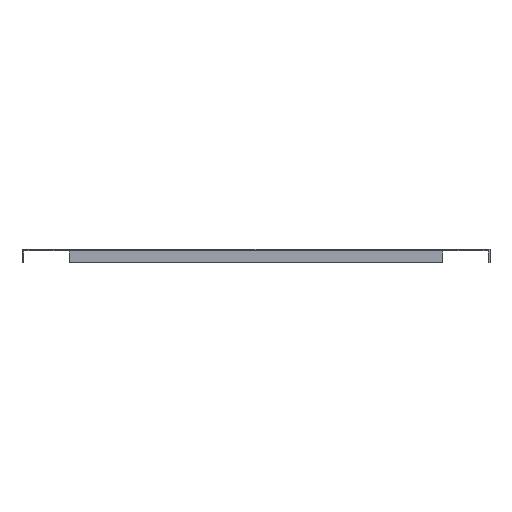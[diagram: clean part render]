
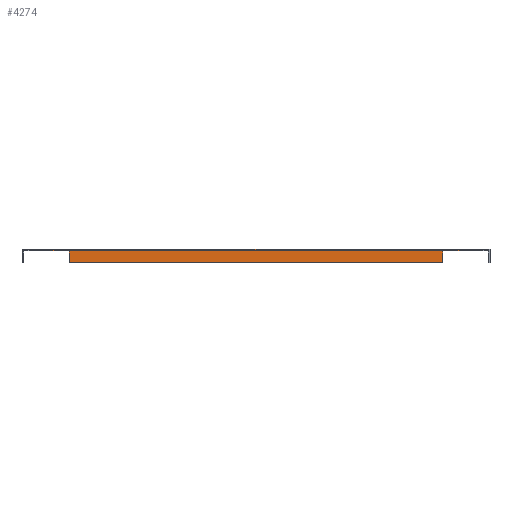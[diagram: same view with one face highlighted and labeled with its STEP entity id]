
A CAD part, front view. The second image highlights one B-rep face of the part: STEP entity #4274.
In plain terms, the highlighted planar face has unit normal (0, -1, 0).
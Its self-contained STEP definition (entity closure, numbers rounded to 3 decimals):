
#24 = ORIENTED_EDGE ( 'NONE', *, *, #3147, .T. ) ;
#61 = CARTESIAN_POINT ( 'NONE',  ( 68.5, 15., -2.5 ) ) ;
#89 = CARTESIAN_POINT ( 'NONE',  ( 35., 15., -2.5 ) ) ;
#164 = VECTOR ( 'NONE', #4298, 1000. ) ;
#200 = EDGE_CURVE ( 'NONE', #902, #5090, #4339, .T. ) ;
#350 = ORIENTED_EDGE ( 'NONE', *, *, #4401, .T. ) ;
#357 = DIRECTION ( 'NONE',  ( 1., 0., 0. ) ) ;
#399 = DIRECTION ( 'NONE',  ( 1., 0., 0. ) ) ;
#417 = AXIS2_PLACEMENT_3D ( 'NONE', #4867, #3223, #399 ) ;
#535 = DIRECTION ( 'NONE',  ( 1., 0., 0. ) ) ;
#537 = LINE ( 'NONE', #4047, #1708 ) ;
#573 = LINE ( 'NONE', #2508, #2198 ) ;
#879 = ORIENTED_EDGE ( 'NONE', *, *, #3069, .T. ) ;
#902 = VERTEX_POINT ( 'NONE', #5158 ) ;
#975 = DIRECTION ( 'NONE',  ( 0., 0., 1. ) ) ;
#1044 = ORIENTED_EDGE ( 'NONE', *, *, #4033, .F. ) ;
#1055 = DIRECTION ( 'NONE',  ( 1., 0., 0. ) ) ;
#1090 = DIRECTION ( 'NONE',  ( 0., 0., 1. ) ) ;
#1138 = LINE ( 'NONE', #1436, #1856 ) ;
#1184 = VECTOR ( 'NONE', #357, 1000. ) ;
#1436 = CARTESIAN_POINT ( 'NONE',  ( 105., 15., -20. ) ) ;
#1494 = CARTESIAN_POINT ( 'NONE',  ( 105., 15., -2.5 ) ) ;
#1549 = DIRECTION ( 'NONE',  ( -1., 0., 0. ) ) ;
#1627 = FACE_OUTER_BOUND ( 'NONE', #4302, .T. ) ;
#1708 = VECTOR ( 'NONE', #2910, 1000. ) ;
#1856 = VECTOR ( 'NONE', #1090, 1000. ) ;
#1895 = CARTESIAN_POINT ( 'NONE',  ( 655., 15., -2.5 ) ) ;
#1945 = CARTESIAN_POINT ( 'NONE',  ( 105., 15., -20. ) ) ;
#1978 = VERTEX_POINT ( 'NONE', #61 ) ;
#2109 = ORIENTED_EDGE ( 'NONE', *, *, #2513, .F. ) ;
#2177 = LINE ( 'NONE', #89, #3367 ) ;
#2198 = VECTOR ( 'NONE', #975, 1000. ) ;
#2223 = LINE ( 'NONE', #4219, #164 ) ;
#2329 = CARTESIAN_POINT ( 'NONE',  ( 35., 15., 0. ) ) ;
#2354 = CARTESIAN_POINT ( 'NONE',  ( 105., 15., -20. ) ) ;
#2461 = VECTOR ( 'NONE', #1055, 1000. ) ;
#2508 = CARTESIAN_POINT ( 'NONE',  ( 691.5, 15., -22.5 ) ) ;
#2513 = EDGE_CURVE ( 'NONE', #5090, #3546, #1138, .T. ) ;
#2910 = DIRECTION ( 'NONE',  ( 0., 0., 1. ) ) ;
#3069 = EDGE_CURVE ( 'NONE', #3760, #3691, #573, .T. ) ;
#3127 = CARTESIAN_POINT ( 'NONE',  ( 691.5, 15., -2.5 ) ) ;
#3147 = EDGE_CURVE ( 'NONE', #902, #3682, #2223, .T. ) ;
#3223 = DIRECTION ( 'NONE',  ( 0., -1., 0. ) ) ;
#3245 = PLANE ( 'NONE',  #417 ) ;
#3367 = VECTOR ( 'NONE', #535, 1000. ) ;
#3375 = EDGE_CURVE ( 'NONE', #1978, #3546, #4773, .T. ) ;
#3456 = ORIENTED_EDGE ( 'NONE', *, *, #200, .F. ) ;
#3474 = ORIENTED_EDGE ( 'NONE', *, *, #3375, .T. ) ;
#3536 = CARTESIAN_POINT ( 'NONE',  ( 68.5, 15., 0. ) ) ;
#3546 = VERTEX_POINT ( 'NONE', #1494 ) ;
#3626 = CARTESIAN_POINT ( 'NONE',  ( 691.5, 15., 0. ) ) ;
#3682 = VERTEX_POINT ( 'NONE', #1895 ) ;
#3691 = VERTEX_POINT ( 'NONE', #3626 ) ;
#3760 = VERTEX_POINT ( 'NONE', #3127 ) ;
#3781 = ORIENTED_EDGE ( 'NONE', *, *, #3846, .F. ) ;
#3846 = EDGE_CURVE ( 'NONE', #1978, #3995, #537, .T. ) ;
#3995 = VERTEX_POINT ( 'NONE', #3536 ) ;
#4033 = EDGE_CURVE ( 'NONE', #3995, #3691, #4978, .T. ) ;
#4047 = CARTESIAN_POINT ( 'NONE',  ( 68.5, 15., -22.5 ) ) ;
#4219 = CARTESIAN_POINT ( 'NONE',  ( 655., 15., -20. ) ) ;
#4274 = ADVANCED_FACE ( 'NONE', ( #1627 ), #3245, .T. ) ;
#4298 = DIRECTION ( 'NONE',  ( 0., 0., 1. ) ) ;
#4302 = EDGE_LOOP ( 'NONE', ( #879, #1044, #3781, #3474, #2109, #3456, #24, #350 ) ) ;
#4339 = LINE ( 'NONE', #1945, #4617 ) ;
#4401 = EDGE_CURVE ( 'NONE', #3682, #3760, #2177, .T. ) ;
#4617 = VECTOR ( 'NONE', #1549, 1000. ) ;
#4773 = LINE ( 'NONE', #4829, #1184 ) ;
#4829 = CARTESIAN_POINT ( 'NONE',  ( 35., 15., -2.5 ) ) ;
#4867 = CARTESIAN_POINT ( 'NONE',  ( 35., 15., -2.5 ) ) ;
#4978 = LINE ( 'NONE', #2329, #2461 ) ;
#5090 = VERTEX_POINT ( 'NONE', #2354 ) ;
#5158 = CARTESIAN_POINT ( 'NONE',  ( 655., 15., -20. ) ) ;
